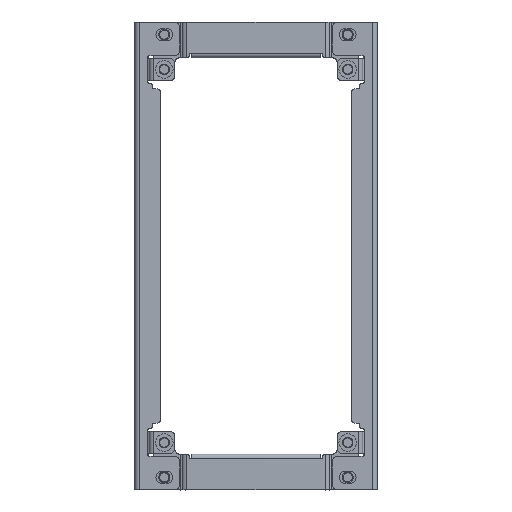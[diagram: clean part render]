
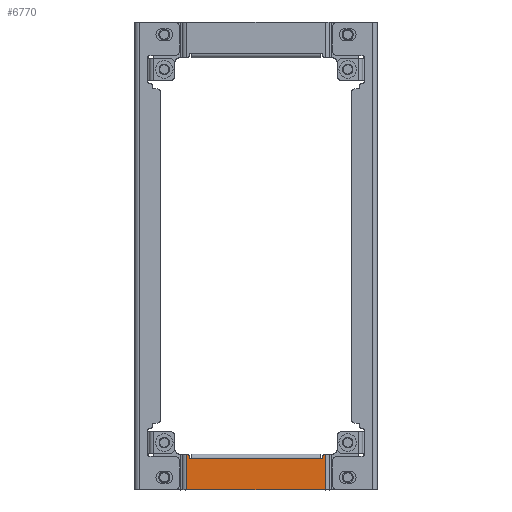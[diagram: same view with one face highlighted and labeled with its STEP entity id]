
A CAD part, front view. The second image highlights one B-rep face of the part: STEP entity #6770.
In plain terms, the highlighted planar face has unit normal (0, 1, 0).
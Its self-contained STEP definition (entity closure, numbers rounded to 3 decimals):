
#138 = CARTESIAN_POINT ( 'NONE',  ( 43.737, -3.7, -148. ) ) ;
#416 = CARTESIAN_POINT ( 'NONE',  ( 42.237, -3.7, -127.1 ) ) ;
#1189 = VECTOR ( 'NONE', #11504, 1000. ) ;
#1274 = DIRECTION ( 'NONE',  ( 0., 1., 0. ) ) ;
#1381 = LINE ( 'NONE', #11312, #1458 ) ;
#1405 = CARTESIAN_POINT ( 'NONE',  ( 43.837, -3.7, -126.9 ) ) ;
#1458 = VECTOR ( 'NONE', #11402, 1000. ) ;
#1479 = EDGE_CURVE ( 'NONE', #14320, #10670, #4523, .T. ) ;
#1891 = EDGE_CURVE ( 'NONE', #14320, #10653, #15699, .T. ) ;
#1970 = LINE ( 'NONE', #11519, #1189 ) ;
#2281 = DIRECTION ( 'NONE',  ( 0., 0., 1. ) ) ;
#2335 = CARTESIAN_POINT ( 'NONE',  ( -42.237, -3.7, -148. ) ) ;
#2436 = EDGE_CURVE ( 'NONE', #11138, #11724, #12766, .T. ) ;
#2528 = EDGE_CURVE ( 'NONE', #10280, #14174, #12304, .T. ) ;
#3004 = EDGE_CURVE ( 'NONE', #8925, #12055, #9039, .T. ) ;
#3038 = DIRECTION ( 'NONE',  ( 0., 0., 1. ) ) ;
#3089 = EDGE_CURVE ( 'NONE', #12432, #14174, #7650, .T. ) ;
#3528 = CARTESIAN_POINT ( 'NONE',  ( -43.737, -3.7, -148. ) ) ;
#3624 = EDGE_CURVE ( 'NONE', #10653, #11138, #4429, .T. ) ;
#3956 = CARTESIAN_POINT ( 'NONE',  ( 43.737, -3.7, -127.9 ) ) ;
#4317 = FACE_OUTER_BOUND ( 'NONE', #9977, .T. ) ;
#4352 = DIRECTION ( 'NONE',  ( -1., 0., 0. ) ) ;
#4429 = B_SPLINE_CURVE_WITH_KNOTS ( 'NONE', 3,
 ( #13977, #14376, #14198, #13956, #13943, #13924, #13923, #13903, #13891, #13870, #13866, #13848, #13825, #13808, #13804, #13750, #13715 ),
 .UNSPECIFIED., .F., .F.,
 ( 4, 1, 2, 2, 2, 1, 1, 2, 2, 4 ),
 ( 0., 0.125, 0.188, 0.25, 0.5, 0.625, 0.687, 0.719, 0.75, 1. ),
 .UNSPECIFIED. ) ;
#4523 = CIRCLE ( 'NONE', #14285, 1.6 ) ;
#4962 = CARTESIAN_POINT ( 'NONE',  ( -42.237, -3.7, -127.1 ) ) ;
#5370 = EDGE_CURVE ( 'NONE', #11724, #10280, #15620, .T. ) ;
#5375 = EDGE_CURVE ( 'NONE', #12055, #10670, #1970, .T. ) ;
#5393 = EDGE_CURVE ( 'NONE', #12432, #8925, #1381, .T. ) ;
#6770 = ADVANCED_FACE ( 'NONE', ( #4317 ), #12259, .F. ) ;
#7650 = CIRCLE ( 'NONE', #13780, 1.6 ) ;
#8925 = VERTEX_POINT ( 'NONE', #3528 ) ;
#9039 = LINE ( 'NONE', #12661, #10119 ) ;
#9790 = VECTOR ( 'NONE', #14102, 1000. ) ;
#9977 = EDGE_LOOP ( 'NONE', ( #11359, #11412, #11438, #11440, #11495, #11554, #11573, #11588, #11598, #11617 ) ) ;
#10119 = VECTOR ( 'NONE', #12570, 1000. ) ;
#10280 = VERTEX_POINT ( 'NONE', #4962 ) ;
#10653 = VERTEX_POINT ( 'NONE', #416 ) ;
#10670 = VERTEX_POINT ( 'NONE', #16133 ) ;
#10818 = CARTESIAN_POINT ( 'NONE',  ( 42.237, -3.7, -126.9 ) ) ;
#11138 = VERTEX_POINT ( 'NONE', #15379 ) ;
#11312 = CARTESIAN_POINT ( 'NONE',  ( -43.737, -3.7, -148. ) ) ;
#11359 = ORIENTED_EDGE ( 'NONE', *, *, #2528, .F. ) ;
#11402 = DIRECTION ( 'NONE',  ( 0., 0., -1. ) ) ;
#11412 = ORIENTED_EDGE ( 'NONE', *, *, #5370, .F. ) ;
#11438 = ORIENTED_EDGE ( 'NONE', *, *, #2436, .F. ) ;
#11440 = ORIENTED_EDGE ( 'NONE', *, *, #3624, .F. ) ;
#11495 = ORIENTED_EDGE ( 'NONE', *, *, #1891, .F. ) ;
#11504 = DIRECTION ( 'NONE',  ( 0., 0., 1. ) ) ;
#11518 = CARTESIAN_POINT ( 'NONE',  ( -42.237, -3.7, -126.9 ) ) ;
#11519 = CARTESIAN_POINT ( 'NONE',  ( 43.737, -3.7, -148. ) ) ;
#11531 = CARTESIAN_POINT ( 'NONE',  ( -42.237, -3.7, -127.1 ) ) ;
#11551 = CARTESIAN_POINT ( 'NONE',  ( -42.237, -3.7, -127.202 ) ) ;
#11554 = ORIENTED_EDGE ( 'NONE', *, *, #1479, .T. ) ;
#11570 = CARTESIAN_POINT ( 'NONE',  ( -42.218, -3.7, -127.3 ) ) ;
#11573 = ORIENTED_EDGE ( 'NONE', *, *, #5375, .F. ) ;
#11575 = CARTESIAN_POINT ( 'NONE',  ( -42.176, -3.7, -127.406 ) ) ;
#11586 = CARTESIAN_POINT ( 'NONE',  ( -42.171, -3.7, -127.42 ) ) ;
#11588 = ORIENTED_EDGE ( 'NONE', *, *, #3004, .F. ) ;
#11598 = ORIENTED_EDGE ( 'NONE', *, *, #5393, .F. ) ;
#11606 = CARTESIAN_POINT ( 'NONE',  ( -42.159, -3.7, -127.445 ) ) ;
#11609 = CARTESIAN_POINT ( 'NONE',  ( -42.141, -3.7, -127.482 ) ) ;
#11617 = ORIENTED_EDGE ( 'NONE', *, *, #3089, .T. ) ;
#11626 = CARTESIAN_POINT ( 'NONE',  ( -42.093, -3.7, -127.564 ) ) ;
#11632 = CARTESIAN_POINT ( 'NONE',  ( -42.042, -3.7, -127.627 ) ) ;
#11645 = CARTESIAN_POINT ( 'NONE',  ( -41.925, -3.7, -127.743 ) ) ;
#11663 = CARTESIAN_POINT ( 'NONE',  ( -41.834, -3.7, -127.803 ) ) ;
#11668 = CARTESIAN_POINT ( 'NONE',  ( -41.706, -3.7, -127.854 ) ) ;
#11682 = CARTESIAN_POINT ( 'NONE',  ( -41.684, -3.7, -127.861 ) ) ;
#11696 = CARTESIAN_POINT ( 'NONE',  ( -41.636, -3.7, -127.875 ) ) ;
#11712 = CARTESIAN_POINT ( 'NONE',  ( -41.437, -3.7, -127.9 ) ) ;
#11717 = CARTESIAN_POINT ( 'NONE',  ( -41.563, -3.7, -127.893 ) ) ;
#11724 = VERTEX_POINT ( 'NONE', #14418 ) ;
#11728 = CARTESIAN_POINT ( 'NONE',  ( -41.488, -3.7, -127.9 ) ) ;
#11892 = DIRECTION ( 'NONE',  ( 0., 0., 1. ) ) ;
#11904 = DIRECTION ( 'NONE',  ( 0., 1., 0. ) ) ;
#11909 = CARTESIAN_POINT ( 'NONE',  ( -43.837, -3.7, -126.9 ) ) ;
#12055 = VERTEX_POINT ( 'NONE', #13915 ) ;
#12259 = PLANE ( 'NONE',  #12771 ) ;
#12279 = VECTOR ( 'NONE', #2281, 1000. ) ;
#12304 = LINE ( 'NONE', #2335, #12279 ) ;
#12432 = VERTEX_POINT ( 'NONE', #13400 ) ;
#12570 = DIRECTION ( 'NONE',  ( 1., 0., 0. ) ) ;
#12661 = CARTESIAN_POINT ( 'NONE',  ( 0., -3.7, -148. ) ) ;
#12738 = VECTOR ( 'NONE', #4352, 1000. ) ;
#12766 = LINE ( 'NONE', #3956, #12738 ) ;
#12771 = AXIS2_PLACEMENT_3D ( 'NONE', #138, #13723, #14754 ) ;
#13400 = CARTESIAN_POINT ( 'NONE',  ( -43.809, -3.699, -125.301 ) ) ;
#13715 = CARTESIAN_POINT ( 'NONE',  ( 41.437, -3.7, -127.9 ) ) ;
#13723 = DIRECTION ( 'NONE',  ( 0., -1., 0. ) ) ;
#13750 = CARTESIAN_POINT ( 'NONE',  ( 41.539, -3.7, -127.9 ) ) ;
#13780 = AXIS2_PLACEMENT_3D ( 'NONE', #11909, #11904, #11892 ) ;
#13804 = CARTESIAN_POINT ( 'NONE',  ( 41.637, -3.7, -127.881 ) ) ;
#13808 = CARTESIAN_POINT ( 'NONE',  ( 41.743, -3.7, -127.839 ) ) ;
#13825 = CARTESIAN_POINT ( 'NONE',  ( 41.757, -3.7, -127.833 ) ) ;
#13848 = CARTESIAN_POINT ( 'NONE',  ( 41.782, -3.7, -127.822 ) ) ;
#13866 = CARTESIAN_POINT ( 'NONE',  ( 41.819, -3.7, -127.804 ) ) ;
#13870 = CARTESIAN_POINT ( 'NONE',  ( 41.901, -3.7, -127.756 ) ) ;
#13891 = CARTESIAN_POINT ( 'NONE',  ( 41.964, -3.7, -127.705 ) ) ;
#13903 = CARTESIAN_POINT ( 'NONE',  ( 42.081, -3.7, -127.588 ) ) ;
#13915 = CARTESIAN_POINT ( 'NONE',  ( 43.737, -3.7, -148. ) ) ;
#13923 = CARTESIAN_POINT ( 'NONE',  ( 42.141, -3.7, -127.497 ) ) ;
#13924 = CARTESIAN_POINT ( 'NONE',  ( 42.191, -3.7, -127.369 ) ) ;
#13943 = CARTESIAN_POINT ( 'NONE',  ( 42.199, -3.7, -127.347 ) ) ;
#13956 = CARTESIAN_POINT ( 'NONE',  ( 42.213, -3.7, -127.299 ) ) ;
#13977 = CARTESIAN_POINT ( 'NONE',  ( 42.237, -3.7, -127.1 ) ) ;
#14102 = DIRECTION ( 'NONE',  ( 0., 0., -1. ) ) ;
#14174 = VERTEX_POINT ( 'NONE', #11518 ) ;
#14178 = CARTESIAN_POINT ( 'NONE',  ( 42.237, -3.7, -148. ) ) ;
#14198 = CARTESIAN_POINT ( 'NONE',  ( 42.23, -3.7, -127.226 ) ) ;
#14285 = AXIS2_PLACEMENT_3D ( 'NONE', #1405, #1274, #3038 ) ;
#14320 = VERTEX_POINT ( 'NONE', #10818 ) ;
#14376 = CARTESIAN_POINT ( 'NONE',  ( 42.237, -3.7, -127.151 ) ) ;
#14418 = CARTESIAN_POINT ( 'NONE',  ( -41.437, -3.7, -127.9 ) ) ;
#14754 = DIRECTION ( 'NONE',  ( 0., 0., -1. ) ) ;
#15379 = CARTESIAN_POINT ( 'NONE',  ( 41.437, -3.7, -127.9 ) ) ;
#15620 = B_SPLINE_CURVE_WITH_KNOTS ( 'NONE', 3,
 ( #11712, #11728, #11717, #11696, #11682, #11668, #11663, #11645, #11632, #11626, #11609, #11606, #11586, #11575, #11570, #11551, #11531 ),
 .UNSPECIFIED., .F., .F.,
 ( 4, 1, 2, 2, 2, 1, 1, 2, 2, 4 ),
 ( 0., 0.125, 0.188, 0.25, 0.5, 0.625, 0.688, 0.719, 0.75, 1. ),
 .UNSPECIFIED. ) ;
#15699 = LINE ( 'NONE', #14178, #9790 ) ;
#16133 = CARTESIAN_POINT ( 'NONE',  ( 43.809, -3.699, -125.301 ) ) ;
